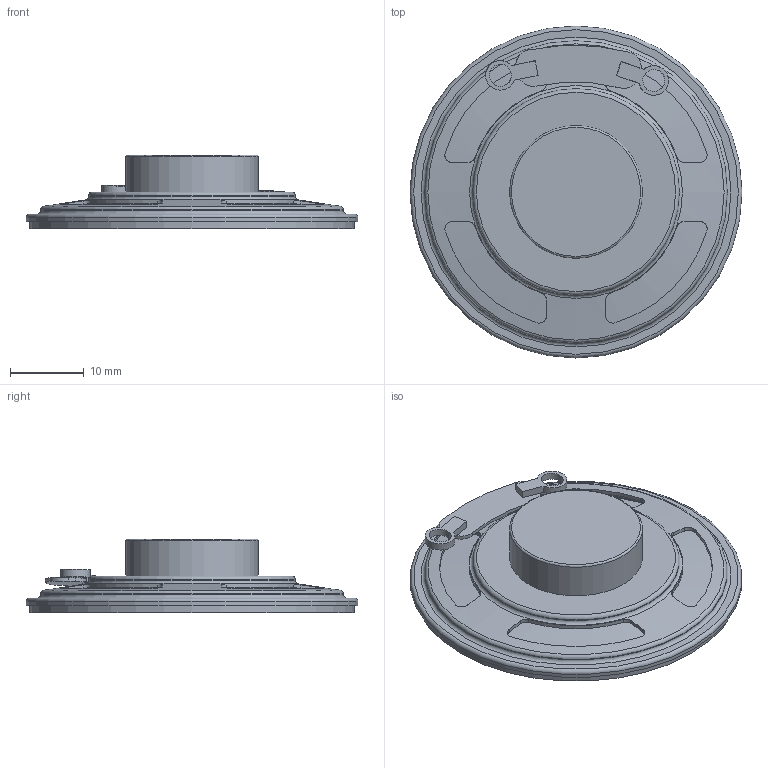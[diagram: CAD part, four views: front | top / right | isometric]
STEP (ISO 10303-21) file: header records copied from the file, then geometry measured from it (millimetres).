
FILE_DESCRIPTION(/* description */ ('Alibre Inc.'),/* implementation_level */ '2;1');
FILE_NAME(/* name */ 'export0',/* time_stamp */ '2018-05-01T20:40:50-05:00',/* author */ (''),/* organization */ (''),/* preprocessor_version */ 'ST-DEVELOPER v14',/* originating_system */ 'Alibre',/* authorisation */ '');
FILE_SCHEMA (('AUTOMOTIVE_DESIGN'));
Length unit declared in the file: centimetre
Bounding box: 45 x 45 x 10 mm (x, y, z)
Volume: 2561.9 mm3; surface area: 7213.5 mm2
Topology: 5 solids, 7 shells, 90 faces, 208 edges, 134 vertices
Faces by surface type: cylinder 44, plane 32, torus 9, cone 5
Full cylindrical faces by diameter (mm): 3 x2, 16.5 x1, 18 x1, 27 x1, 28 x1, 40 x1, 41 x3, 44 x1, 45 x1
Entity records: 3289 total; most frequent: CARTESIAN_POINT 1466, ORIENTED_EDGE 330, DIRECTION 326, EDGE_CURVE 164, AXIS2_PLACEMENT_3D 154, FACE_BOUND 124, VERTEX_POINT 122, EDGE_LOOP 122
